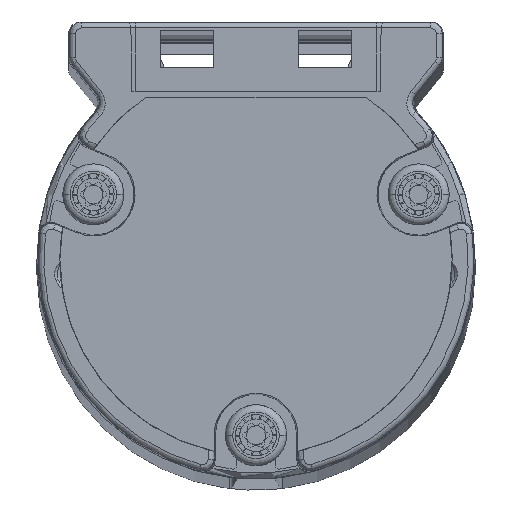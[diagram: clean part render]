
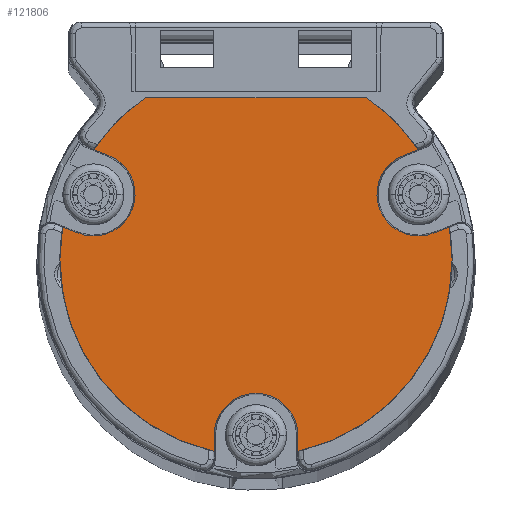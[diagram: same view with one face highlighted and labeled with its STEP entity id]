
A CAD part, top view. The second image highlights one B-rep face of the part: STEP entity #121806.
In plain terms, the highlighted planar face has unit normal (0, 0, 1).
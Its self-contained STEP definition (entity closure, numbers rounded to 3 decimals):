
#2081=DIRECTION('',(-1.,0.,0.));
#2082=VECTOR('',#2081,19.15);
#2083=CARTESIAN_POINT('',(9.575,14.047,12.41));
#2084=LINE('',#2083,#2082);
#2085=CARTESIAN_POINT('',(0.,0.,12.41));
#2086=DIRECTION('',(0.,0.,1.));
#2087=DIRECTION('',(0.827,0.562,0.));
#2088=AXIS2_PLACEMENT_3D('',#2085,#2086,#2087);
#2090=DIRECTION('',(0.928,0.374,0.));
#2091=VECTOR('',#2090,1.41);
#2092=CARTESIAN_POINT('',(12.749,9.034,12.41));
#2093=LINE('',#2092,#2091);
#2094=CARTESIAN_POINT('',(14.1,5.68,12.41));
#2095=DIRECTION('',(0.,0.,-1.));
#2096=DIRECTION('',(0.374,-0.928,0.));
#2097=AXIS2_PLACEMENT_3D('',#2094,#2095,#2096);
#2099=DIRECTION('',(-0.928,-0.374,0.));
#2100=VECTOR('',#2099,1.41);
#2101=CARTESIAN_POINT('',(16.759,2.853,12.41));
#2102=LINE('',#2101,#2100);
#2103=CARTESIAN_POINT('',(0.,0.,12.41));
#2104=DIRECTION('',(0.,0.,1.));
#2105=DIRECTION('',(0.213,-0.977,0.));
#2106=AXIS2_PLACEMENT_3D('',#2103,#2104,#2105);
#2108=DIRECTION('',(0.,-1.,0.));
#2109=VECTOR('',#2108,1.411);
#2110=CARTESIAN_POINT('',(3.616,-15.2,12.41));
#2111=LINE('',#2110,#2109);
#2112=CARTESIAN_POINT('',(0.,-15.2,12.41));
#2113=DIRECTION('',(0.,0.,-1.));
#2114=DIRECTION('',(-1.,0.,0.));
#2115=AXIS2_PLACEMENT_3D('',#2112,#2113,#2114);
#2117=DIRECTION('',(0.,1.,0.));
#2118=VECTOR('',#2117,1.411);
#2119=CARTESIAN_POINT('',(-3.616,-16.611,12.41));
#2120=LINE('',#2119,#2118);
#2121=CARTESIAN_POINT('',(0.,0.,12.41));
#2122=DIRECTION('',(0.,0.,1.));
#2123=DIRECTION('',(-0.986,0.168,0.));
#2124=AXIS2_PLACEMENT_3D('',#2121,#2122,#2123);
#2126=DIRECTION('',(-0.928,0.374,0.));
#2127=VECTOR('',#2126,1.41);
#2128=CARTESIAN_POINT('',(-15.451,2.326,12.41));
#2129=LINE('',#2128,#2127);
#2130=CARTESIAN_POINT('',(-14.1,5.68,12.41));
#2131=DIRECTION('',(0.,0.,-1.));
#2132=DIRECTION('',(0.374,0.928,0.));
#2133=AXIS2_PLACEMENT_3D('',#2130,#2131,#2132);
#2135=DIRECTION('',(0.928,-0.374,0.));
#2136=VECTOR('',#2135,1.41);
#2137=CARTESIAN_POINT('',(-14.057,9.561,12.41));
#2138=LINE('',#2137,#2136);
#2139=CARTESIAN_POINT('',(0.,0.,12.41));
#2140=DIRECTION('',(0.,0.,1.));
#2141=DIRECTION('',(-0.563,0.826,0.));
#2142=AXIS2_PLACEMENT_3D('',#2139,#2140,#2141);
#119441=CARTESIAN_POINT('',(9.575,14.047,12.41));
#119442=CARTESIAN_POINT('',(-9.575,14.047,12.41));
#119443=VERTEX_POINT('',#119441);
#119444=VERTEX_POINT('',#119442);
#119445=CARTESIAN_POINT('',(-14.057,9.561,12.41));
#119446=VERTEX_POINT('',#119445);
#119447=CARTESIAN_POINT('',(-12.749,9.034,12.41));
#119448=VERTEX_POINT('',#119447);
#119449=CARTESIAN_POINT('',(-15.451,2.326,12.41));
#119450=VERTEX_POINT('',#119449);
#119451=CARTESIAN_POINT('',(-16.759,2.853,12.41));
#119452=VERTEX_POINT('',#119451);
#119453=CARTESIAN_POINT('',(-3.616,-16.611,12.41));
#119454=VERTEX_POINT('',#119453);
#119455=CARTESIAN_POINT('',(-3.616,-15.2,12.41));
#119456=VERTEX_POINT('',#119455);
#119457=CARTESIAN_POINT('',(3.616,-15.2,12.41));
#119458=VERTEX_POINT('',#119457);
#119459=CARTESIAN_POINT('',(3.616,-16.611,12.41));
#119460=VERTEX_POINT('',#119459);
#119461=CARTESIAN_POINT('',(16.759,2.853,12.41));
#119462=VERTEX_POINT('',#119461);
#119463=CARTESIAN_POINT('',(15.451,2.326,12.41));
#119464=VERTEX_POINT('',#119463);
#119465=CARTESIAN_POINT('',(12.749,9.034,12.41));
#119466=VERTEX_POINT('',#119465);
#119467=CARTESIAN_POINT('',(14.057,9.561,12.41));
#119468=VERTEX_POINT('',#119467);
#121774=CARTESIAN_POINT('',(0.,0.,12.41));
#121775=DIRECTION('',(0.,0.,1.));
#121776=DIRECTION('',(0.,-1.,0.));
#121777=AXIS2_PLACEMENT_3D('',#121774,#121775,#121776);
#121778=PLANE('',#121777);
#121779=ORIENTED_EDGE('',*,*,#120615,.F.);
#121780=ORIENTED_EDGE('',*,*,#120634,.F.);
#121782=ORIENTED_EDGE('',*,*,#121781,.F.);
#121784=ORIENTED_EDGE('',*,*,#121783,.F.);
#121786=ORIENTED_EDGE('',*,*,#121785,.F.);
#121788=ORIENTED_EDGE('',*,*,#121787,.F.);
#121790=ORIENTED_EDGE('',*,*,#121789,.F.);
#121792=ORIENTED_EDGE('',*,*,#121791,.F.);
#121794=ORIENTED_EDGE('',*,*,#121793,.F.);
#121796=ORIENTED_EDGE('',*,*,#121795,.F.);
#121798=ORIENTED_EDGE('',*,*,#121797,.F.);
#121800=ORIENTED_EDGE('',*,*,#121799,.F.);
#121802=ORIENTED_EDGE('',*,*,#121801,.F.);
#121803=ORIENTED_EDGE('',*,*,#121764,.F.);
#121804=EDGE_LOOP('',(#121779,#121780,#121782,#121784,#121786,#121788,#121790,
#121792,#121794,#121796,#121798,#121800,#121802,#121803));
#121805=FACE_OUTER_BOUND('',#121804,.F.);
#121806=ADVANCED_FACE('',(#121805),#121778,.T.);
#2089=CIRCLE('',#2088,17.);
#2098=CIRCLE('',#2097,3.616);
#2107=CIRCLE('',#2106,17.);
#2116=CIRCLE('',#2115,3.616);
#2125=CIRCLE('',#2124,17.);
#2134=CIRCLE('',#2133,3.616);
#2143=CIRCLE('',#2142,17.);
#120615=EDGE_CURVE('',#119443,#119444,#2084,.T.);
#120634=EDGE_CURVE('',#119468,#119443,#2089,.T.);
#121764=EDGE_CURVE('',#119444,#119446,#2143,.T.);
#121781=EDGE_CURVE('',#119466,#119468,#2093,.T.);
#121783=EDGE_CURVE('',#119464,#119466,#2098,.T.);
#121785=EDGE_CURVE('',#119462,#119464,#2102,.T.);
#121787=EDGE_CURVE('',#119460,#119462,#2107,.T.);
#121789=EDGE_CURVE('',#119458,#119460,#2111,.T.);
#121791=EDGE_CURVE('',#119456,#119458,#2116,.T.);
#121793=EDGE_CURVE('',#119454,#119456,#2120,.T.);
#121795=EDGE_CURVE('',#119452,#119454,#2125,.T.);
#121797=EDGE_CURVE('',#119450,#119452,#2129,.T.);
#121799=EDGE_CURVE('',#119448,#119450,#2134,.T.);
#121801=EDGE_CURVE('',#119446,#119448,#2138,.T.);
